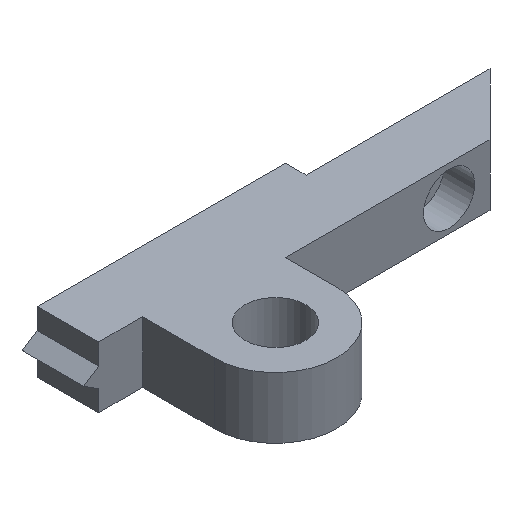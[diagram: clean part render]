
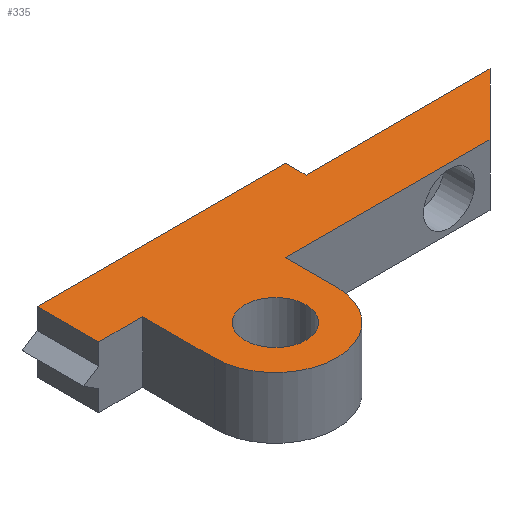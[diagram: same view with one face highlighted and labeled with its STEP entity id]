
A CAD part, isometric view. The second image highlights one B-rep face of the part: STEP entity #335.
In plain terms, the highlighted planar face has unit normal (0, 0, 1).
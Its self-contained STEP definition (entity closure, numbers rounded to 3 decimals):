
#19=FACE_BOUND('',#69,.T.);
#23=CIRCLE('',#355,3.);
#25=CIRCLE('',#364,6.);
#46=FACE_OUTER_BOUND('',#68,.T.);
#68=EDGE_LOOP('',(#292,#293,#294,#295,#296,#297,#298,#299,#300,#301));
#69=EDGE_LOOP('',(#302));
#71=LINE('',#461,#108);
#85=LINE('',#488,#122);
#94=LINE('',#520,#131);
#96=LINE('',#524,#133);
#98=LINE('',#528,#135);
#100=LINE('',#532,#137);
#102=LINE('',#536,#139);
#105=LINE('',#543,#142);
#106=LINE('',#545,#143);
#108=VECTOR('',#373,10.);
#122=VECTOR('',#395,10.);
#131=VECTOR('',#424,10.);
#133=VECTOR('',#428,10.);
#135=VECTOR('',#432,10.);
#137=VECTOR('',#436,10.);
#139=VECTOR('',#440,10.);
#142=VECTOR('',#449,10.);
#143=VECTOR('',#452,10.);
#144=VERTEX_POINT('',#457);
#146=VERTEX_POINT('',#460);
#155=VERTEX_POINT('',#486);
#159=VERTEX_POINT('',#498);
#167=VERTEX_POINT('',#517);
#168=VERTEX_POINT('',#519);
#169=VERTEX_POINT('',#523);
#170=VERTEX_POINT('',#527);
#171=VERTEX_POINT('',#531);
#172=VERTEX_POINT('',#535);
#173=VERTEX_POINT('',#539);
#175=EDGE_CURVE('',#146,#144,#71,.T.);
#189=EDGE_CURVE('',#144,#155,#85,.T.);
#193=EDGE_CURVE('',#159,#159,#23,.T.);
#203=EDGE_CURVE('',#168,#167,#94,.T.);
#205=EDGE_CURVE('',#169,#168,#96,.T.);
#207=EDGE_CURVE('',#170,#169,#98,.T.);
#209=EDGE_CURVE('',#171,#170,#100,.T.);
#211=EDGE_CURVE('',#172,#171,#102,.T.);
#213=EDGE_CURVE('',#173,#172,#25,.T.);
#215=EDGE_CURVE('',#155,#173,#105,.T.);
#216=EDGE_CURVE('',#167,#146,#106,.T.);
#292=ORIENTED_EDGE('',*,*,#175,.T.);
#293=ORIENTED_EDGE('',*,*,#189,.T.);
#294=ORIENTED_EDGE('',*,*,#215,.T.);
#295=ORIENTED_EDGE('',*,*,#213,.T.);
#296=ORIENTED_EDGE('',*,*,#211,.T.);
#297=ORIENTED_EDGE('',*,*,#209,.T.);
#298=ORIENTED_EDGE('',*,*,#207,.T.);
#299=ORIENTED_EDGE('',*,*,#205,.T.);
#300=ORIENTED_EDGE('',*,*,#203,.T.);
#301=ORIENTED_EDGE('',*,*,#216,.T.);
#302=ORIENTED_EDGE('',*,*,#193,.T.);
#317=PLANE('',#367);
#335=ADVANCED_FACE('',(#46,#19),#317,.T.);
#355=AXIS2_PLACEMENT_3D('',#499,#408,#409);
#364=AXIS2_PLACEMENT_3D('',#540,#444,#445);
#367=AXIS2_PLACEMENT_3D('',#546,#453,#454);
#373=DIRECTION('',(0.,-1.,0.));
#395=DIRECTION('',(1.,0.,0.));
#408=DIRECTION('center_axis',(0.,0.,-1.));
#409=DIRECTION('ref_axis',(1.,0.,0.));
#424=DIRECTION('',(0.,1.,0.));
#428=DIRECTION('',(-1.,0.,0.));
#432=DIRECTION('',(0.707,0.707,0.));
#436=DIRECTION('',(1.,0.,0.));
#440=DIRECTION('',(0.,1.,0.));
#444=DIRECTION('center_axis',(0.,0.,1.));
#445=DIRECTION('ref_axis',(-1.,0.,0.));
#449=DIRECTION('',(0.,-1.,0.));
#452=DIRECTION('',(-1.,0.,0.));
#453=DIRECTION('center_axis',(0.,0.,1.));
#454=DIRECTION('ref_axis',(1.,0.,0.));
#457=CARTESIAN_POINT('',(-10.3,7.,3.));
#460=CARTESIAN_POINT('',(-10.3,13.,3.));
#461=CARTESIAN_POINT('',(-10.3,10.163,3.));
#486=CARTESIAN_POINT('',(-6.,7.,3.));
#488=CARTESIAN_POINT('',(-14.3,7.,3.));
#498=CARTESIAN_POINT('',(3.,0.,3.));
#499=CARTESIAN_POINT('Origin',(0.,0.,3.));
#517=CARTESIAN_POINT('',(14.,13.,3.));
#519=CARTESIAN_POINT('',(14.,11.,3.));
#520=CARTESIAN_POINT('',(14.,11.,3.));
#523=CARTESIAN_POINT('',(32.,11.,3.));
#524=CARTESIAN_POINT('',(32.,11.,3.));
#527=CARTESIAN_POINT('',(26.,5.,3.));
#528=CARTESIAN_POINT('',(26.,5.,3.));
#531=CARTESIAN_POINT('',(6.,5.,3.));
#532=CARTESIAN_POINT('',(6.,5.,3.));
#535=CARTESIAN_POINT('',(6.,0.,3.));
#536=CARTESIAN_POINT('',(6.,0.,3.));
#539=CARTESIAN_POINT('',(-6.,0.,3.));
#540=CARTESIAN_POINT('Origin',(0.,0.,3.));
#543=CARTESIAN_POINT('',(-6.,7.,3.));
#545=CARTESIAN_POINT('',(14.,13.,3.));
#546=CARTESIAN_POINT('Origin',(7.01,7.327,3.));
